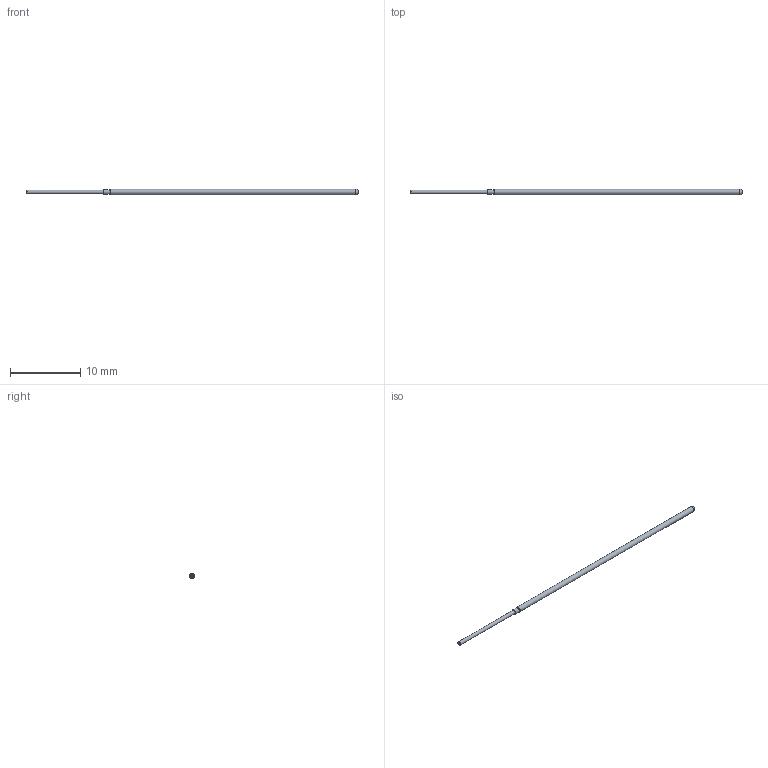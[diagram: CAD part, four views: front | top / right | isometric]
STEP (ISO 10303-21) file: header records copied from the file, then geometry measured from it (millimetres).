
FILE_DESCRIPTION (( 'STEP AP214' ), '1' );
FILE_NAME ('050-R4076.STEP', '2021-01-06T19:11:49', ( '' ), ( '' ), 'SwSTEP 2.0', 'SolidWorks 2020', '' );
FILE_SCHEMA (( 'AUTOMOTIVE_DESIGN' ));
Length unit declared in the file: inch
Products named in the file (1): 050-R4076
Bounding box: 47.37 x 0.78 x 0.78 mm (x, y, z)
Volume: 19.8 mm3; surface area: 108.1 mm2
Topology: 1 solids, 1 shells, 36 faces, 97 edges, 64 vertices
Faces by surface type: bspline 21, plane 10, cylinder 3, torus 1, cone 1
Full cylindrical faces by diameter (mm): 0.533 x1, 0.711 x1, 0.782 x1
Entity records: 4369 total; most frequent: CARTESIAN_POINT 3192, ORIENTED_EDGE 180, EDGE_CURVE 90, B_SPLINE_CURVE_WITH_KNOTS 77, VERTEX_POINT 62, DIRECTION 58, EDGE_LOOP 42, FACE_OUTER_BOUND 40
